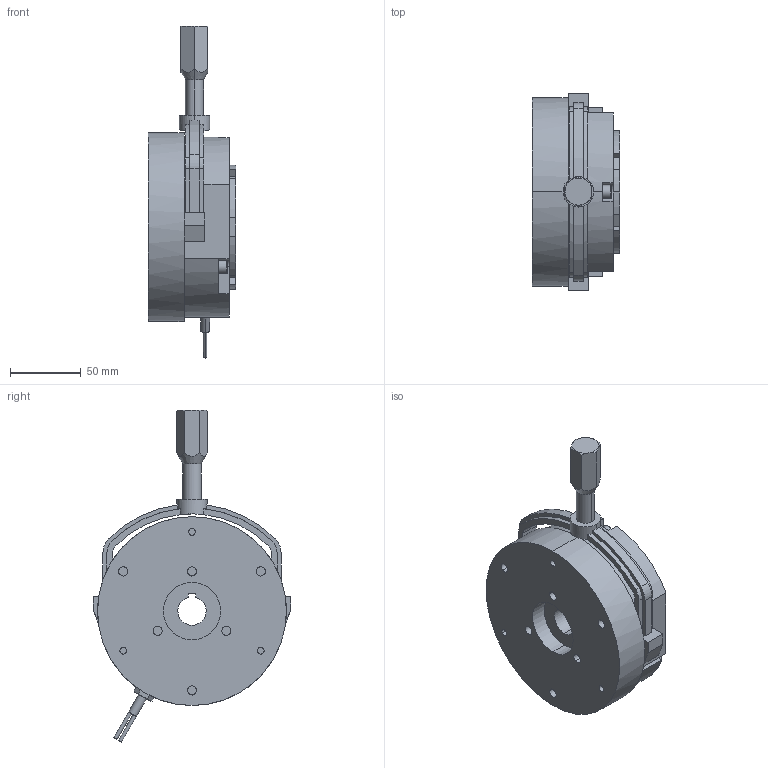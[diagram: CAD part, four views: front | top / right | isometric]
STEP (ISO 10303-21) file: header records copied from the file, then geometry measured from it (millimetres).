
FILE_DESCRIPTION(('starvars output'),'2;1');
FILE_NAME('cv20161201162723000024918.stp','16:27:23 2016/12/01',( 'Thomas Industrial Network Germany GmbH'),( 'Thomas Industrial Network Germany GmbH'),'unknown preprocess','ACIS' ,'unknown authorization');
FILE_SCHEMA(('AUTOMOTIVE_DESIGN_CC2 {UNKNOWN IMPLEMENTATION LEVEL}'));
Length unit declared in the file: millimetre
Products named in the file (1): PRODUCT_ID_3
Bounding box: 61.5 x 139.7 x 234.43 mm (x, y, z)
Volume: 744609 mm3; surface area: 74163.1 mm2
Topology: 1 solids, 1 shells, 242 faces, 610 edges, 390 vertices
Faces by surface type: plane 135, cylinder 75, cone 26, torus 6
Entity records: 8432 total; most frequent: CARTESIAN_POINT 1249, ORIENTED_EDGE 1220, DIRECTION 898, EDGE_CURVE 610, VERTEX_POINT 390, VECTOR 352, LINE 352, AXIS2_PLACEMENT_3D 273
